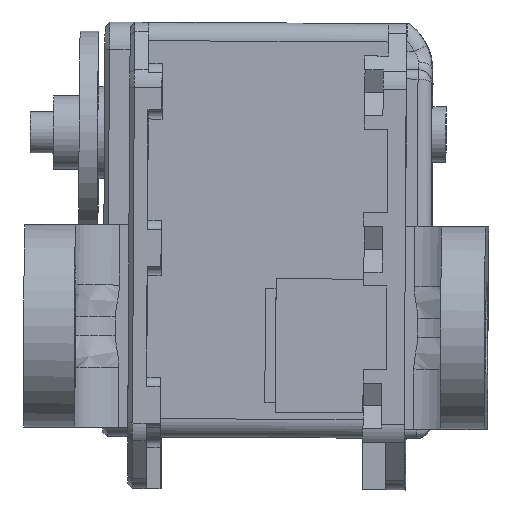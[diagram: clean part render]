
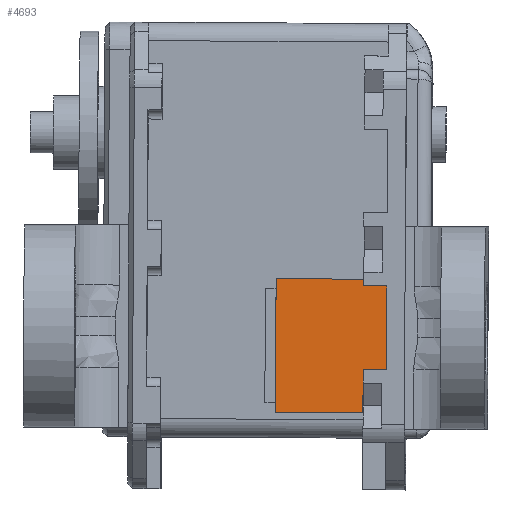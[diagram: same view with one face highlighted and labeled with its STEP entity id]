
A CAD part, front view. The second image highlights one B-rep face of the part: STEP entity #4693.
In plain terms, the highlighted planar face has unit normal (-0.006, -1, 0).
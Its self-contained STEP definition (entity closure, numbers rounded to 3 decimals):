
#200 = VECTOR ( 'NONE', #14488, 1000. ) ;
#204 = EDGE_CURVE ( 'NONE', #10688, #8511, #5503, .T. ) ;
#278 = CARTESIAN_POINT ( 'NONE',  ( -15.287, -193.082, -32.59 ) ) ;
#342 = ORIENTED_EDGE ( 'NONE', *, *, #204, .F. ) ;
#587 = LINE ( 'NONE', #10814, #4514 ) ;
#614 = EDGE_CURVE ( 'NONE', #7083, #11228, #3080, .T. ) ;
#874 = VECTOR ( 'NONE', #13853, 1000. ) ;
#1214 = VECTOR ( 'NONE', #5035, 1000. ) ;
#1299 = VERTEX_POINT ( 'NONE', #14956 ) ;
#1619 = CARTESIAN_POINT ( 'NONE',  ( -5.769, -193.136, -29.419 ) ) ;
#1814 = PLANE ( 'NONE',  #8276 ) ;
#2081 = ORIENTED_EDGE ( 'NONE', *, *, #614, .F. ) ;
#2165 = CARTESIAN_POINT ( 'NONE',  ( -5.761, -193.136, -27.919 ) ) ;
#2386 = CARTESIAN_POINT ( 'NONE',  ( -15.287, -193.082, -32.59 ) ) ;
#2724 = LINE ( 'NONE', #7626, #15926 ) ;
#3080 = LINE ( 'NONE', #8141, #3409 ) ;
#3228 = ORIENTED_EDGE ( 'NONE', *, *, #7701, .T. ) ;
#3409 = VECTOR ( 'NONE', #3427, 1000. ) ;
#3427 = DIRECTION ( 'NONE',  ( 1., -0.006, -0.006 ) ) ;
#3537 = ORIENTED_EDGE ( 'NONE', *, *, #4441, .F. ) ;
#3549 = LINE ( 'NONE', #12278, #8487 ) ;
#3828 = DIRECTION ( 'NONE',  ( -0.006, 0., -1. ) ) ;
#4291 = CARTESIAN_POINT ( 'NONE',  ( -5.705, -193.136, -18.144 ) ) ;
#4335 = CARTESIAN_POINT ( 'NONE',  ( -5.761, -193.136, -27.919 ) ) ;
#4441 = EDGE_CURVE ( 'NONE', #11228, #5077, #10827, .T. ) ;
#4514 = VECTOR ( 'NONE', #5643, 1000. ) ;
#4693 = ADVANCED_FACE ( 'NONE', ( #11950 ), #1814, .T. ) ;
#4914 = EDGE_CURVE ( 'NONE', #10688, #1299, #13542, .T. ) ;
#5035 = DIRECTION ( 'NONE',  ( 1., -0.006, -0.006 ) ) ;
#5036 = CARTESIAN_POINT ( 'NONE',  ( -5.709, -193.136, -18.869 ) ) ;
#5077 = VERTEX_POINT ( 'NONE', #5036 ) ;
#5395 = VERTEX_POINT ( 'NONE', #12443 ) ;
#5503 = LINE ( 'NONE', #4335, #200 ) ;
#5643 = DIRECTION ( 'NONE',  ( 0.006, 0., 1. ) ) ;
#5954 = CARTESIAN_POINT ( 'NONE',  ( -5.761, -193.136, -27.919 ) ) ;
#6381 = DIRECTION ( 'NONE',  ( -0.006, 0., -1. ) ) ;
#6401 = LINE ( 'NONE', #8826, #9256 ) ;
#6795 = DIRECTION ( 'NONE',  ( 0.006, 0., 1. ) ) ;
#6807 = EDGE_CURVE ( 'NONE', #5077, #5395, #3549, .T. ) ;
#7083 = VERTEX_POINT ( 'NONE', #15739 ) ;
#7138 = CARTESIAN_POINT ( 'NONE',  ( -15.205, -193.082, -18.091 ) ) ;
#7221 = VERTEX_POINT ( 'NONE', #14986 ) ;
#7504 = EDGE_CURVE ( 'NONE', #7221, #8511, #587, .T. ) ;
#7626 = CARTESIAN_POINT ( 'NONE',  ( -15.205, -193.082, -18.091 ) ) ;
#7701 = EDGE_CURVE ( 'NONE', #7083, #10009, #2724, .T. ) ;
#7731 = EDGE_CURVE ( 'NONE', #5395, #1299, #6401, .T. ) ;
#8141 = CARTESIAN_POINT ( 'NONE',  ( -15.205, -193.082, -18.091 ) ) ;
#8276 = AXIS2_PLACEMENT_3D ( 'NONE', #7138, #9632, #6795 ) ;
#8445 = ORIENTED_EDGE ( 'NONE', *, *, #6807, .F. ) ;
#8487 = VECTOR ( 'NONE', #8621, 1000. ) ;
#8511 = VERTEX_POINT ( 'NONE', #1619 ) ;
#8621 = DIRECTION ( 'NONE',  ( 1., -0.006, -0.006 ) ) ;
#8826 = CARTESIAN_POINT ( 'NONE',  ( -3.209, -193.15, -18.883 ) ) ;
#9256 = VECTOR ( 'NONE', #3828, 1000. ) ;
#9584 = CARTESIAN_POINT ( 'NONE',  ( -5.705, -193.136, -18.144 ) ) ;
#9632 = DIRECTION ( 'NONE',  ( -0.006, -1., 0. ) ) ;
#10009 = VERTEX_POINT ( 'NONE', #278 ) ;
#10042 = LINE ( 'NONE', #2386, #1214 ) ;
#10132 = ORIENTED_EDGE ( 'NONE', *, *, #4914, .T. ) ;
#10688 = VERTEX_POINT ( 'NONE', #2165 ) ;
#10814 = CARTESIAN_POINT ( 'NONE',  ( -5.787, -193.136, -32.644 ) ) ;
#10827 = LINE ( 'NONE', #9584, #13602 ) ;
#10933 = ORIENTED_EDGE ( 'NONE', *, *, #11332, .T. ) ;
#11228 = VERTEX_POINT ( 'NONE', #4291 ) ;
#11332 = EDGE_CURVE ( 'NONE', #10009, #7221, #10042, .T. ) ;
#11950 = FACE_OUTER_BOUND ( 'NONE', #16201, .T. ) ;
#12278 = CARTESIAN_POINT ( 'NONE',  ( -5.709, -193.136, -18.869 ) ) ;
#12317 = DIRECTION ( 'NONE',  ( -0.006, 0., -1. ) ) ;
#12443 = CARTESIAN_POINT ( 'NONE',  ( -3.209, -193.15, -18.883 ) ) ;
#13542 = LINE ( 'NONE', #5954, #874 ) ;
#13602 = VECTOR ( 'NONE', #12317, 1000. ) ;
#13853 = DIRECTION ( 'NONE',  ( 1., -0.006, -0.006 ) ) ;
#14027 = ORIENTED_EDGE ( 'NONE', *, *, #7504, .T. ) ;
#14488 = DIRECTION ( 'NONE',  ( -0.006, 0., -1. ) ) ;
#14727 = ORIENTED_EDGE ( 'NONE', *, *, #7731, .F. ) ;
#14956 = CARTESIAN_POINT ( 'NONE',  ( -3.261, -193.15, -27.933 ) ) ;
#14986 = CARTESIAN_POINT ( 'NONE',  ( -5.787, -193.136, -32.644 ) ) ;
#15739 = CARTESIAN_POINT ( 'NONE',  ( -15.205, -193.082, -18.091 ) ) ;
#15926 = VECTOR ( 'NONE', #6381, 1000. ) ;
#16201 = EDGE_LOOP ( 'NONE', ( #342, #10132, #14727, #8445, #3537, #2081, #3228, #10933, #14027 ) ) ;
